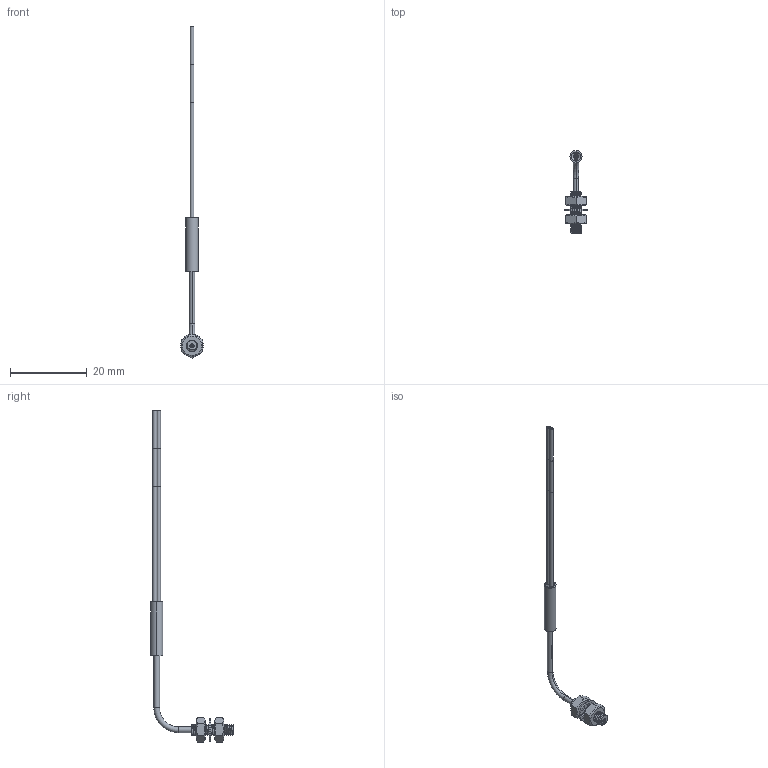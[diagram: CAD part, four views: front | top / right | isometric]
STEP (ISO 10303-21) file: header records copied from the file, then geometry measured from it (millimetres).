
FILE_DESCRIPTION((''),'2;1');
FILE_NAME('193389_ASM','2016-03-03T',('pdmadmin'),(''),'PRO/ENGINEER BY PARAMETRIC TECHNOLOGY CORPORATION, 2013230','PRO/ENGINEER BY PARAMETRIC TECHNOLOGY CORPORATION, 2013230','');
FILE_SCHEMA(('CONFIG_CONTROL_DESIGN'));
Length unit declared in the file: inch
Products named in the file (9): 35314; 41382; 28340; 39386; FIBER_CORE_020_X_; 39254; 39253; 61230_ASM; 193389_ASM
Assembly tree (10 placements, depth 3):
  193389_ASM
    61230_ASM
      35314
      41382
      28340
      39386
      FIBER_CORE_020_X_  x2
      39254
      39253  x2
Bounding box: 6 x 21.56 x 86.51 mm (x, y, z)
Volume: 306.7 mm3; surface area: 1561.7 mm2
Topology: 9 solids, 13 shells, 196 faces, 484 edges, 306 vertices
Faces by surface type: cylinder 110, plane 46, bspline 22, cone 14, torus 4
Entity records: 11235 total; most frequent: CARTESIAN_POINT 6982, ORIENTED_EDGE 868, DIRECTION 811, EDGE_CURVE 440, AXIS2_PLACEMENT_3D 316, VERTEX_POINT 278, EDGE_LOOP 186, VECTOR 179
